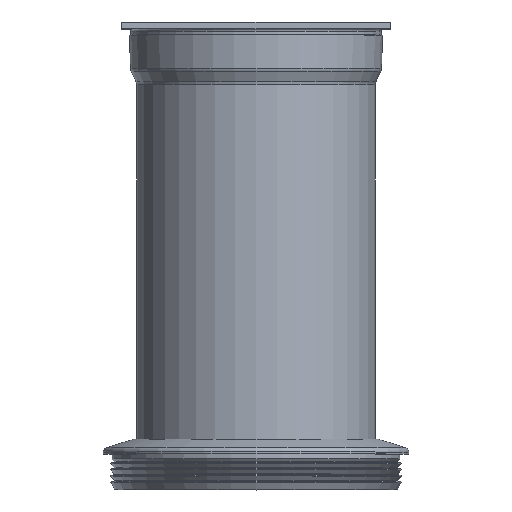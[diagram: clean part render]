
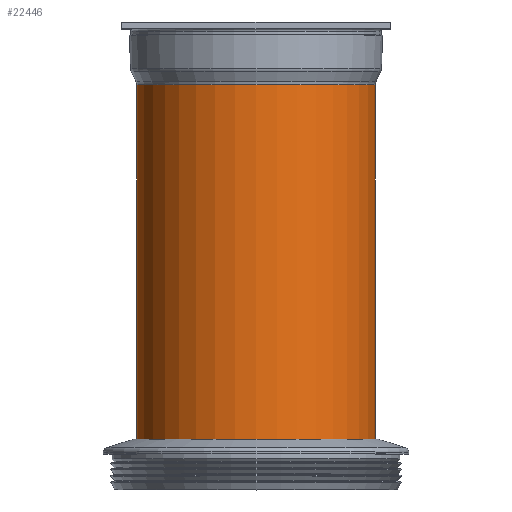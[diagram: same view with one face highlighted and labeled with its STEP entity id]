
A CAD part, top view. The second image highlights one B-rep face of the part: STEP entity #22446.
In plain terms, the highlighted cylindrical face has radius 157.5 mm (diameter 315 mm), a full revolution.
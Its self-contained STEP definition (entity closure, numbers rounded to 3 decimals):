
#2165=CYLINDRICAL_SURFACE('',#24496,157.5);
#2708=LINE('',#34996,#3490);
#3490=VECTOR('',#27986,157.5);
#4521=FACE_OUTER_BOUND('',#6073,.T.);
#6073=EDGE_LOOP('',(#16239,#16240,#16241,#16242,#16243,#16244));
#7810=CIRCLE('',#24494,157.5);
#7811=CIRCLE('',#24495,157.5);
#7812=CIRCLE('',#24497,157.5);
#7813=CIRCLE('',#24498,157.5);
#9475=VERTEX_POINT('',#34989);
#9476=VERTEX_POINT('',#34991);
#9477=VERTEX_POINT('',#34995);
#9478=VERTEX_POINT('',#34997);
#11880=EDGE_CURVE('',#9475,#9476,#7810,.T.);
#11881=EDGE_CURVE('',#9476,#9475,#7811,.T.);
#11882=EDGE_CURVE('',#9476,#9477,#2708,.T.);
#11883=EDGE_CURVE('',#9477,#9478,#7812,.T.);
#11884=EDGE_CURVE('',#9478,#9477,#7813,.T.);
#16239=ORIENTED_EDGE('',*,*,#11880,.F.);
#16240=ORIENTED_EDGE('',*,*,#11881,.F.);
#16241=ORIENTED_EDGE('',*,*,#11882,.T.);
#16242=ORIENTED_EDGE('',*,*,#11883,.T.);
#16243=ORIENTED_EDGE('',*,*,#11884,.T.);
#16244=ORIENTED_EDGE('',*,*,#11882,.F.);
#22446=ADVANCED_FACE('',(#4521),#2165,.T.);
#24494=AXIS2_PLACEMENT_3D('',#34992,#27980,#27981);
#24495=AXIS2_PLACEMENT_3D('',#34993,#27982,#27983);
#24496=AXIS2_PLACEMENT_3D('',#34994,#27984,#27985);
#24497=AXIS2_PLACEMENT_3D('',#34998,#27987,#27988);
#24498=AXIS2_PLACEMENT_3D('',#34999,#27989,#27990);
#27980=DIRECTION('center_axis',(0.,-1.,0.));
#27981=DIRECTION('ref_axis',(1.,0.,0.));
#27982=DIRECTION('center_axis',(0.,-1.,0.));
#27983=DIRECTION('ref_axis',(1.,0.,0.));
#27984=DIRECTION('center_axis',(0.,-1.,0.));
#27985=DIRECTION('ref_axis',(-1.,0.,0.));
#27986=DIRECTION('',(0.,1.,0.));
#27987=DIRECTION('center_axis',(0.,-1.,0.));
#27988=DIRECTION('ref_axis',(1.,0.,0.));
#27989=DIRECTION('center_axis',(0.,-1.,0.));
#27990=DIRECTION('ref_axis',(1.,0.,0.));
#34989=CARTESIAN_POINT('',(0.,9.448,157.5));
#34991=CARTESIAN_POINT('',(157.5,9.448,0.));
#34992=CARTESIAN_POINT('Origin',(0.,9.448,
0.));
#34993=CARTESIAN_POINT('Origin',(0.,9.448,
0.));
#34994=CARTESIAN_POINT('Origin',(0.,267.204,
0.));
#34995=CARTESIAN_POINT('',(157.5,534.409,0.));
#34996=CARTESIAN_POINT('',(157.5,267.204,0.));
#34997=CARTESIAN_POINT('',(0.,534.409,157.5));
#34998=CARTESIAN_POINT('Origin',(0.,534.409,
0.));
#34999=CARTESIAN_POINT('Origin',(0.,534.409,
0.));
